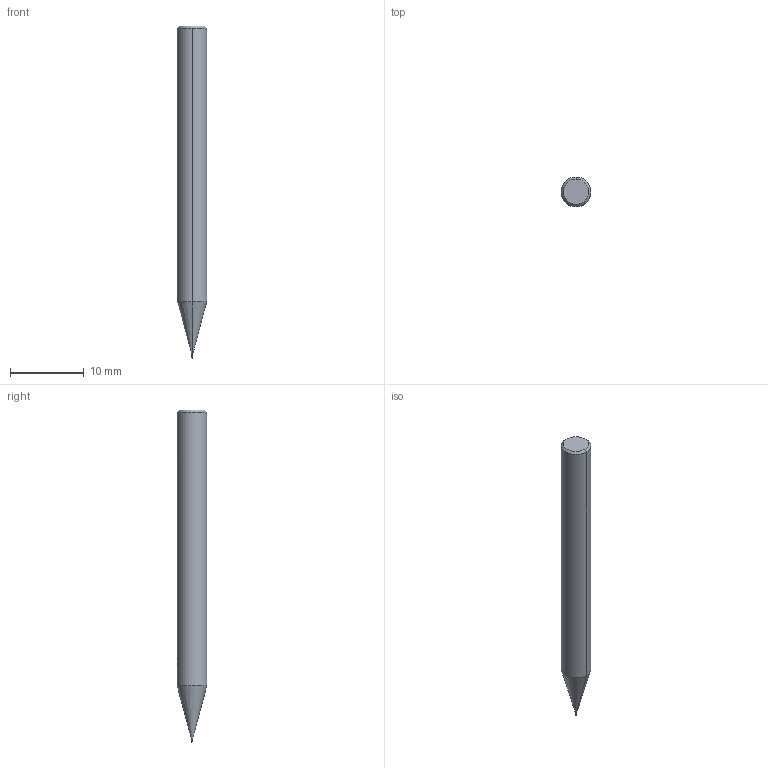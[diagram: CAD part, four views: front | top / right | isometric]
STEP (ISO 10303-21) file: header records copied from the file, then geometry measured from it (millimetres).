
FILE_DESCRIPTION(('no description'),'unknown implementation level');
FILE_NAME('solida5Nu9AzsLg_JOWBoQ719AX5_3pk_1.STP',' ',('CIM GmbH Aachen'),('CADClick - KiM GmbH - www.kimweb.de'),'unknown preprocess','ACIS','unknown authorization');
FILE_SCHEMA(('automotive_design'));
Length unit declared in the file: millimetre
Products named in the file (2): 1; 2
Bounding box: 4 x 4 x 45 mm (x, y, z)
Volume: 500.6 mm3; surface area: 529.6 mm2
Topology: 2 solids, 2 shells, 56 faces, 157 edges, 101 vertices
Faces by surface type: plane 15, cylinder 11, cone 8, revolution 8, bspline 8, sphere 6
Entity records: 4480 total; most frequent: CARTESIAN_POINT 1379, STYLED_ITEM 312, PRESENTATION_STYLE_ASSIGNMENT 312, COLOUR_RGB 312, ORIENTED_EDGE 306, DIRECTION 242, EDGE_CURVE 153, CURVE_STYLE 153
